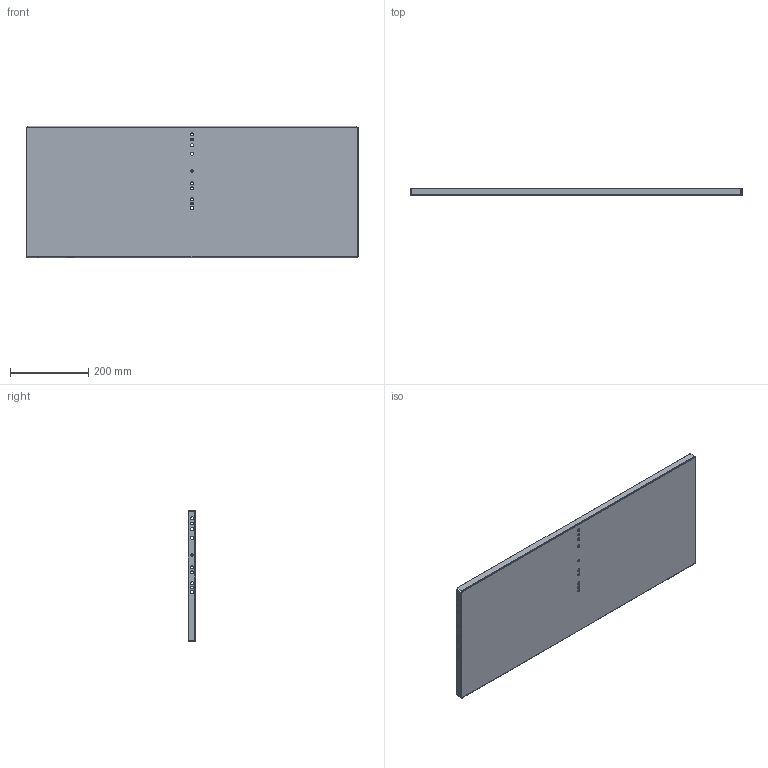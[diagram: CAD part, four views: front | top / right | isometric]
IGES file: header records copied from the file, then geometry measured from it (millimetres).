
Start section: SolidWorks IGES file using analytic representation for surfaces
Global section: file name: 93HD1001027-v5_AdLIGO_AOS_SLC ARM Cavity Baffle Lower Leaf.IGS; native system: SolidWorks 2012; preprocessor: SolidWorks 2012; author: mruiz; date: 120229.150308; units: inch
Bounding box: 849.63 x 19 x 336.03 mm (x, y, z)
Surface area: 652395.7 mm2 (no closed solid volume)
Topology: 0 solids, 0 shells, 122 faces, 2712 edges, 2712 vertices
Faces by surface type: revolution 88, bspline 34
